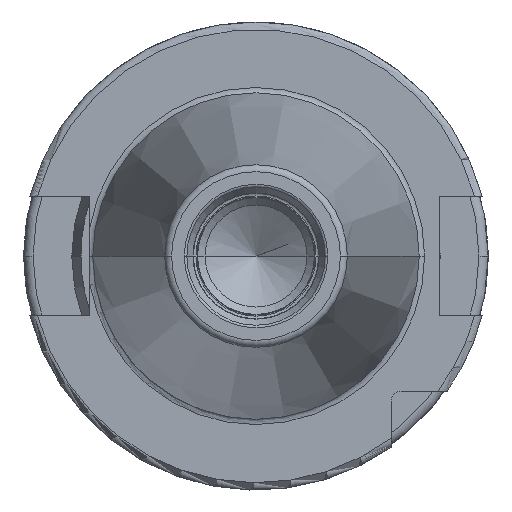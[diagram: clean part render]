
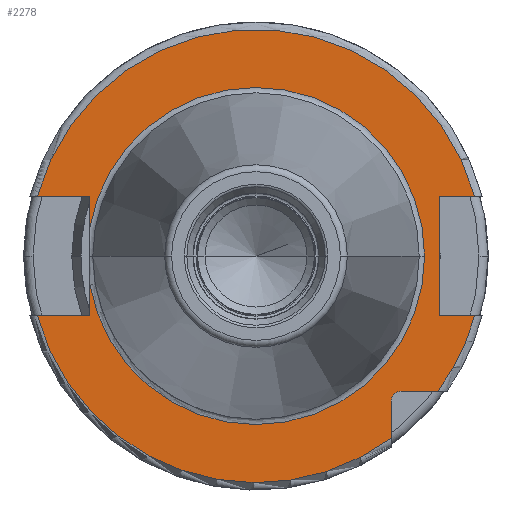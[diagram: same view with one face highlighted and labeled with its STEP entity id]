
A CAD part, left-side view. The second image highlights one B-rep face of the part: STEP entity #2278.
In plain terms, the highlighted planar face has unit normal (-1, 0, 0).
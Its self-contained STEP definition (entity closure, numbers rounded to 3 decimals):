
#117=CARTESIAN_POINT('',(3.2,0.,0.));
#118=DIRECTION('',(-1.,0.,0.));
#119=DIRECTION('',(0.,0.986,-0.168));
#120=AXIS2_PLACEMENT_3D('',#117,#118,#119);
#600=DIRECTION('',(0.,-1.,0.));
#601=VECTOR('',#600,4.99);
#602=CARTESIAN_POINT('',(3.2,-19.7,-18.35));
#603=LINE('',#602,#601);
#604=DIRECTION('',(0.,0.,1.));
#605=VECTOR('',#604,4.99);
#606=CARTESIAN_POINT('',(3.2,-18.35,-24.69));
#607=LINE('',#606,#605);
#608=CARTESIAN_POINT('',(3.2,0.,0.));
#609=DIRECTION('',(-1.,0.,0.));
#610=DIRECTION('',(0.,0.965,-0.263));
#611=AXIS2_PLACEMENT_3D('',#608,#609,#610);
#613=DIRECTION('',(0.,-1.,0.));
#614=VECTOR('',#613,7.127);
#615=CARTESIAN_POINT('',(3.2,29.677,-8.1));
#616=LINE('',#615,#614);
#617=DIRECTION('',(0.,0.,-1.));
#618=VECTOR('',#617,4.258);
#619=CARTESIAN_POINT('',(3.2,22.55,-3.842));
#620=LINE('',#619,#618);
#621=DIRECTION('',(0.,0.,-1.));
#622=VECTOR('',#621,4.258);
#623=CARTESIAN_POINT('',(3.2,22.55,8.1));
#624=LINE('',#623,#622);
#625=DIRECTION('',(0.,-1.,0.));
#626=VECTOR('',#625,7.127);
#627=CARTESIAN_POINT('',(3.2,29.677,8.1));
#628=LINE('',#627,#626);
#629=CARTESIAN_POINT('',(3.2,0.,0.));
#630=DIRECTION('',(1.,0.,0.));
#631=DIRECTION('',(0.,0.965,0.263));
#632=AXIS2_PLACEMENT_3D('',#629,#630,#631);
#634=DIRECTION('',(0.,1.,0.));
#635=VECTOR('',#634,4.827);
#636=CARTESIAN_POINT('',(3.2,-29.677,8.1));
#637=LINE('',#636,#635);
#638=DIRECTION('',(0.,0.,1.));
#639=VECTOR('',#638,16.2);
#640=CARTESIAN_POINT('',(3.2,-24.85,-8.1));
#641=LINE('',#640,#639);
#642=DIRECTION('',(0.,1.,0.));
#643=VECTOR('',#642,4.827);
#644=CARTESIAN_POINT('',(3.2,-29.677,-8.1));
#645=LINE('',#644,#643);
#646=CARTESIAN_POINT('',(3.2,0.,0.));
#647=DIRECTION('',(-1.,0.,0.));
#648=DIRECTION('',(0.,-0.803,-0.597));
#649=AXIS2_PLACEMENT_3D('',#646,#647,#648);
#660=CARTESIAN_POINT('',(3.2,-19.7,-19.7));
#661=DIRECTION('',(1.,0.,0.));
#662=DIRECTION('',(0.,1.,0.));
#663=AXIS2_PLACEMENT_3D('',#660,#661,#662);
#1054=CARTESIAN_POINT('',(3.2,0.,0.));
#1055=DIRECTION('',(1.,0.,0.));
#1056=DIRECTION('',(0.,0.986,0.168));
#1057=AXIS2_PLACEMENT_3D('',#1054,#1055,#1056);
#1277=CARTESIAN_POINT('',(3.2,-22.875,0.));
#1279=VERTEX_POINT('',#1277);
#1419=CARTESIAN_POINT('',(3.2,29.677,8.1));
#1420=CARTESIAN_POINT('',(3.2,22.55,8.1));
#1421=VERTEX_POINT('',#1419);
#1422=VERTEX_POINT('',#1420);
#1423=CARTESIAN_POINT('',(3.2,22.55,3.842));
#1424=VERTEX_POINT('',#1423);
#1425=CARTESIAN_POINT('',(3.2,22.55,-3.842));
#1426=CARTESIAN_POINT('',(3.2,22.55,-8.1));
#1427=VERTEX_POINT('',#1425);
#1428=VERTEX_POINT('',#1426);
#1429=CARTESIAN_POINT('',(3.2,29.677,-8.1));
#1430=VERTEX_POINT('',#1429);
#1431=CARTESIAN_POINT('',(3.2,-29.677,-8.1));
#1432=CARTESIAN_POINT('',(3.2,-24.85,-8.1));
#1433=VERTEX_POINT('',#1431);
#1434=VERTEX_POINT('',#1432);
#1435=CARTESIAN_POINT('',(3.2,-24.85,8.1));
#1436=VERTEX_POINT('',#1435);
#1437=CARTESIAN_POINT('',(3.2,-29.677,8.1));
#1438=VERTEX_POINT('',#1437);
#1464=CARTESIAN_POINT('',(3.2,-18.35,-24.69));
#1465=VERTEX_POINT('',#1464);
#1472=CARTESIAN_POINT('',(3.2,-19.7,-18.35));
#1473=CARTESIAN_POINT('',(3.2,-24.69,-18.35));
#1474=VERTEX_POINT('',#1472);
#1475=VERTEX_POINT('',#1473);
#1476=CARTESIAN_POINT('',(3.2,-18.35,-19.7));
#1477=VERTEX_POINT('',#1476);
#2248=CARTESIAN_POINT('',(3.2,0.,0.));
#2249=DIRECTION('',(1.,0.,0.));
#2250=DIRECTION('',(0.,-1.,0.));
#2251=AXIS2_PLACEMENT_3D('',#2248,#2249,#2250);
#2252=PLANE('',#2251);
#2254=ORIENTED_EDGE('',*,*,#2253,.F.);
#2256=ORIENTED_EDGE('',*,*,#2255,.F.);
#2258=ORIENTED_EDGE('',*,*,#2257,.F.);
#2260=ORIENTED_EDGE('',*,*,#2259,.F.);
#2261=ORIENTED_EDGE('',*,*,#1714,.T.);
#2262=ORIENTED_EDGE('',*,*,#1699,.F.);
#2263=ORIENTED_EDGE('',*,*,#1670,.T.);
#2265=ORIENTED_EDGE('',*,*,#2264,.F.);
#2266=ORIENTED_EDGE('',*,*,#1694,.F.);
#2267=ORIENTED_EDGE('',*,*,#2003,.F.);
#2268=ORIENTED_EDGE('',*,*,#2243,.T.);
#2269=ORIENTED_EDGE('',*,*,#2045,.T.);
#2271=ORIENTED_EDGE('',*,*,#2270,.F.);
#2273=ORIENTED_EDGE('',*,*,#2272,.F.);
#2275=ORIENTED_EDGE('',*,*,#2274,.F.);
#2276=EDGE_LOOP('',(#2254,#2256,#2258,#2260,#2261,#2262,#2263,#2265,#2266,#2267,
#2268,#2269,#2271,#2273,#2275));
#2277=FACE_OUTER_BOUND('',#2276,.F.);
#2278=ADVANCED_FACE('',(#2277),#2252,.F.);
#121=CIRCLE('',#120,22.875);
#612=CIRCLE('',#611,30.763);
#633=CIRCLE('',#632,30.763);
#650=CIRCLE('',#649,30.763);
#664=CIRCLE('',#663,1.35);
#1058=CIRCLE('',#1057,22.875);
#1670=EDGE_CURVE('',#1427,#1279,#121,.T.);
#1694=EDGE_CURVE('',#1422,#1424,#624,.T.);
#1699=EDGE_CURVE('',#1427,#1428,#620,.T.);
#1714=EDGE_CURVE('',#1430,#1428,#616,.T.);
#2003=EDGE_CURVE('',#1421,#1422,#628,.T.);
#2045=EDGE_CURVE('',#1438,#1436,#637,.T.);
#2243=EDGE_CURVE('',#1421,#1438,#633,.T.);
#2253=EDGE_CURVE('',#1474,#1475,#603,.T.);
#2255=EDGE_CURVE('',#1477,#1474,#664,.T.);
#2257=EDGE_CURVE('',#1465,#1477,#607,.T.);
#2259=EDGE_CURVE('',#1430,#1465,#612,.T.);
#2264=EDGE_CURVE('',#1424,#1279,#1058,.T.);
#2270=EDGE_CURVE('',#1434,#1436,#641,.T.);
#2272=EDGE_CURVE('',#1433,#1434,#645,.T.);
#2274=EDGE_CURVE('',#1475,#1433,#650,.T.);
